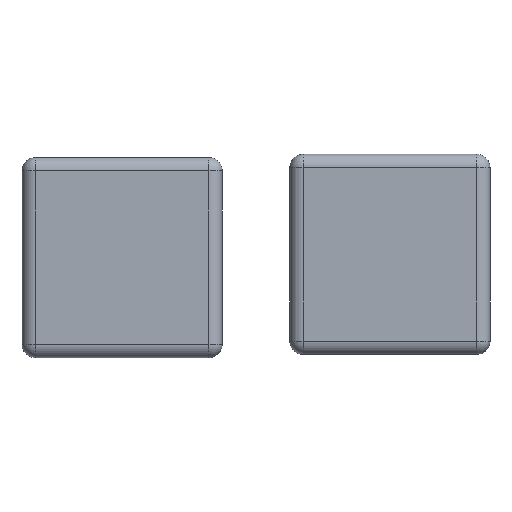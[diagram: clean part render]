
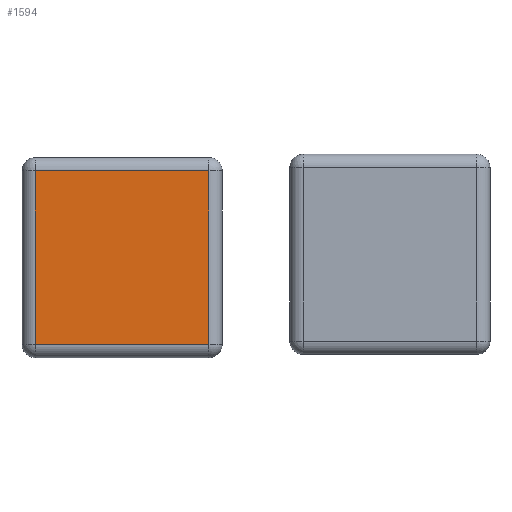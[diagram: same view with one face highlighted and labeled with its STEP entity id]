
A CAD part, front view. The second image highlights one B-rep face of the part: STEP entity #1594.
In plain terms, the highlighted planar face has unit normal (0, -1, 0).
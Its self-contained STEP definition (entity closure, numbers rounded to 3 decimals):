
#102=FACE_OUTER_BOUND('',#206,.T.);
#206=EDGE_LOOP('',(#1265,#1266,#1267,#1268));
#275=LINE('',#2304,#465);
#278=LINE('',#2315,#468);
#279=LINE('',#2322,#469);
#281=LINE('',#2331,#471);
#465=VECTOR('',#1825,10.);
#468=VECTOR('',#1836,10.);
#469=VECTOR('',#1845,10.);
#471=VECTOR('',#1857,10.);
#692=VERTEX_POINT('',#2301);
#693=VERTEX_POINT('',#2303);
#695=VERTEX_POINT('',#2309);
#699=VERTEX_POINT('',#2321);
#822=EDGE_CURVE('',#692,#693,#275,.T.);
#828=EDGE_CURVE('',#693,#695,#278,.T.);
#831=EDGE_CURVE('',#695,#699,#279,.T.);
#836=EDGE_CURVE('',#692,#699,#281,.T.);
#1265=ORIENTED_EDGE('',*,*,#836,.T.);
#1266=ORIENTED_EDGE('',*,*,#831,.F.);
#1267=ORIENTED_EDGE('',*,*,#828,.F.);
#1268=ORIENTED_EDGE('',*,*,#822,.F.);
#1505=PLANE('',#1726);
#1594=ADVANCED_FACE('',(#102),#1505,.F.);
#1726=AXIS2_PLACEMENT_3D('',#2502,#2043,#2044);
#1825=DIRECTION('',(0.,0.,1.));
#1836=DIRECTION('',(1.,0.,0.));
#1845=DIRECTION('',(0.,0.,-1.));
#1857=DIRECTION('',(1.,0.,0.));
#2043=DIRECTION('center_axis',(0.,1.,0.));
#2044=DIRECTION('ref_axis',(1.,0.,0.));
#2301=CARTESIAN_POINT('',(-13.,0.,-13.));
#2303=CARTESIAN_POINT('',(-13.,0.,13.));
#2304=CARTESIAN_POINT('',(-13.,0.,-5.));
#2309=CARTESIAN_POINT('',(13.,0.,13.));
#2315=CARTESIAN_POINT('',(-6.5,0.,13.));
#2321=CARTESIAN_POINT('',(13.,0.,-13.));
#2322=CARTESIAN_POINT('',(13.,0.,6.5));
#2331=CARTESIAN_POINT('',(5.,0.,-13.));
#2502=CARTESIAN_POINT('Origin',(0.,0.,-9.5));
